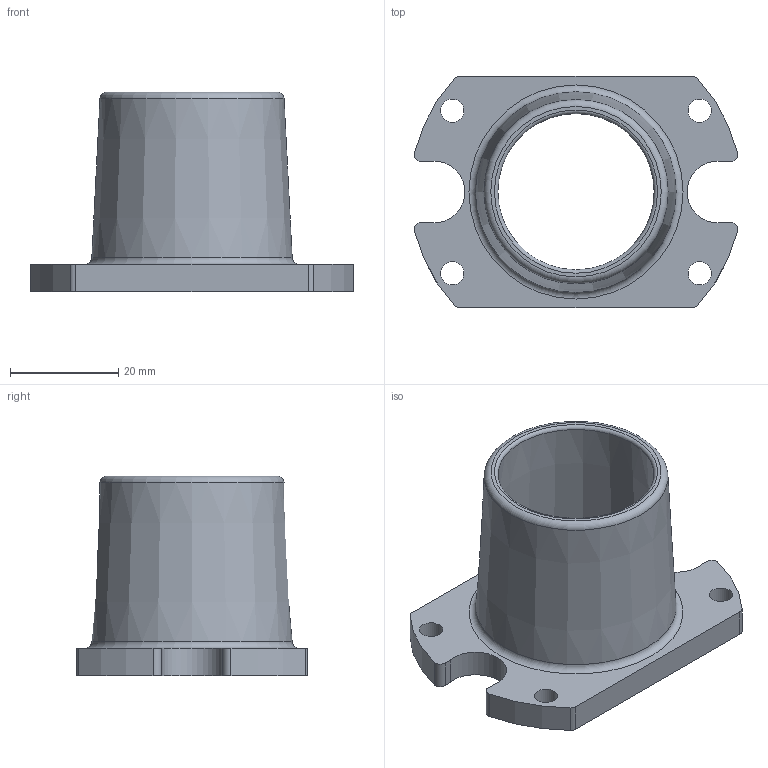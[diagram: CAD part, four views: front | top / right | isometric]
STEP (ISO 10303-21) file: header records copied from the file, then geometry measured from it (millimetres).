
FILE_DESCRIPTION(/* description */ (''),/* implementation_level */ '2;1');
FILE_NAME(/* name */ '2-3-001 Cessna Yoke Grommet_v2.step',/* time_stamp */ '2021-12-11T14:19:11-07:00',/* author */ (''),/* organization */ (''),/* preprocessor_version */ 'ST-DEVELOPER v18.1',/* originating_system */ 'Autodesk Translation Framework v10.10.0.1391',/* authorisation */ '');
FILE_SCHEMA (('AUTOMOTIVE_DESIGN { 1 0 10303 214 3 1 1 }'));
Length unit declared in the file: inch
Products named in the file (1): 2-3-001 Cessna Yoke Grommet
Bounding box: 59.68 x 42.67 x 36.83 mm (x, y, z)
Volume: 14921.4 mm3; surface area: 10797.2 mm2
Topology: 1 solids, 1 shells, 34 faces, 91 edges, 60 vertices
Faces by surface type: cylinder 19, plane 9, torus 4, cone 2
Full cylindrical faces by diameter (mm): 4.318 x4, 32.016 x1
Entity records: 1146 total; most frequent: DIRECTION 213, CARTESIAN_POINT 186, ORIENTED_EDGE 182, EDGE_CURVE 91, AXIS2_PLACEMENT_3D 87, VERTEX_POINT 60, CIRCLE 52, EDGE_LOOP 45
